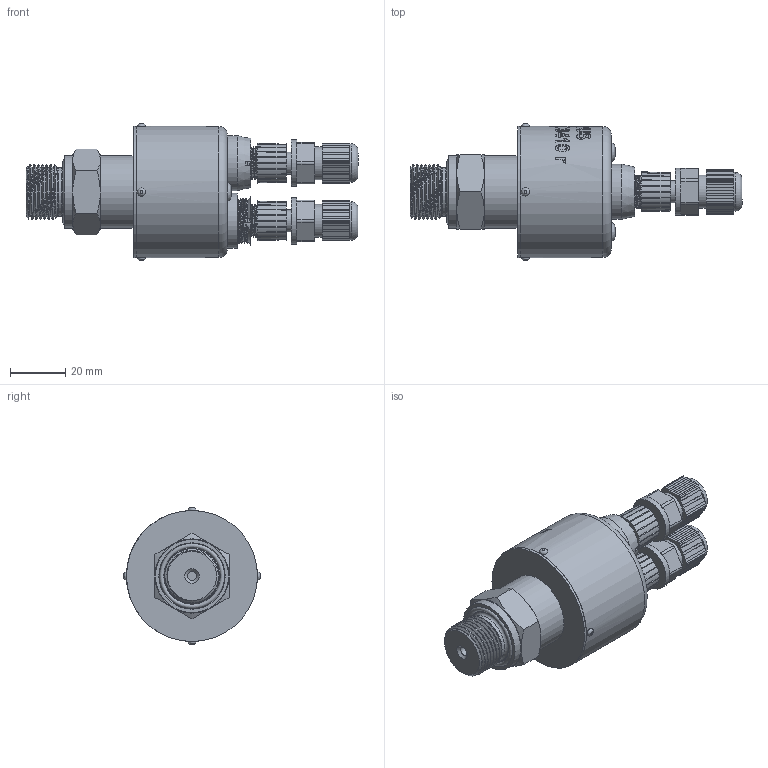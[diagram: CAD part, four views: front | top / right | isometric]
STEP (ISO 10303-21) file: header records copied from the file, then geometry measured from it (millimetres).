
FILE_DESCRIPTION(/* description */ (''),/* implementation_level */ '2;1');
FILE_NAME(/* name */ 'ASZ3410r_M20x1,5DIN_M12x1-straight.step',/* time_stamp */ '2021-07-16T14:13:40+03:00',/* author */ (''),/* organization */ (''),/* preprocessor_version */ 'ST-DEVELOPER v18.1',/* originating_system */ 'Autodesk Translation Framework v10.9.0.1377',/* authorisation */ '');
FILE_SCHEMA (('AUTOMOTIVE_DESIGN { 1 0 10303 214 3 1 1 }'));
Products named in the file (6): ASZ 3420(3410) r - filled; M20x1,5 DIN; shell; M12x1 male v16; M12x1 male 2; M12x1 female straight v9
Assembly tree (6 placements, depth 2):
  ASZ 3420(3410) r - filled
    M20x1,5 DIN
    shell
    M12x1 male v16
    M12x1 male 2
    M12x1 female straight v9  x2
Bounding box: 120.64 x 49.6 x 49.6 mm (x, y, z)
Volume: 94752.4 mm3; surface area: 29446.2 mm2
Topology: 31 solids, 31 shells, 1418 faces, 3847 edges, 2543 vertices
Faces by surface type: plane 539, bspline 530, cylinder 249, cone 83, torus 17
Full cylindrical faces by diameter (mm): 1 x25, 1.5 x8, 2 x4, 2.2 x4, 3.3 x1, 7.13 x2, 7.3 x2, 8 x6, 8.2 x2, 10.293 x2, 10.6 x4, 10.741 x8, 11.884 x6, 12 x2, 13 x2, 14 x2, 15.036 x8, 16.152 x10, 17 x2, 17.8 x1, 18.137 x6, 19.85 x5, 20 x2, 20.5 x1, 23 x1, 23.7 x1, 26.5 x3, 46 x1, 47.62 x1, 47.625 x1
Entity records: 60547 total; most frequent: CARTESIAN_POINT 33527, ORIENTED_EDGE 6588, DIRECTION 3790, EDGE_CURVE 3294, VERTEX_POINT 2180, LINE 1450, VECTOR 1450, B_SPLINE_CURVE_WITH_KNOTS 1332
